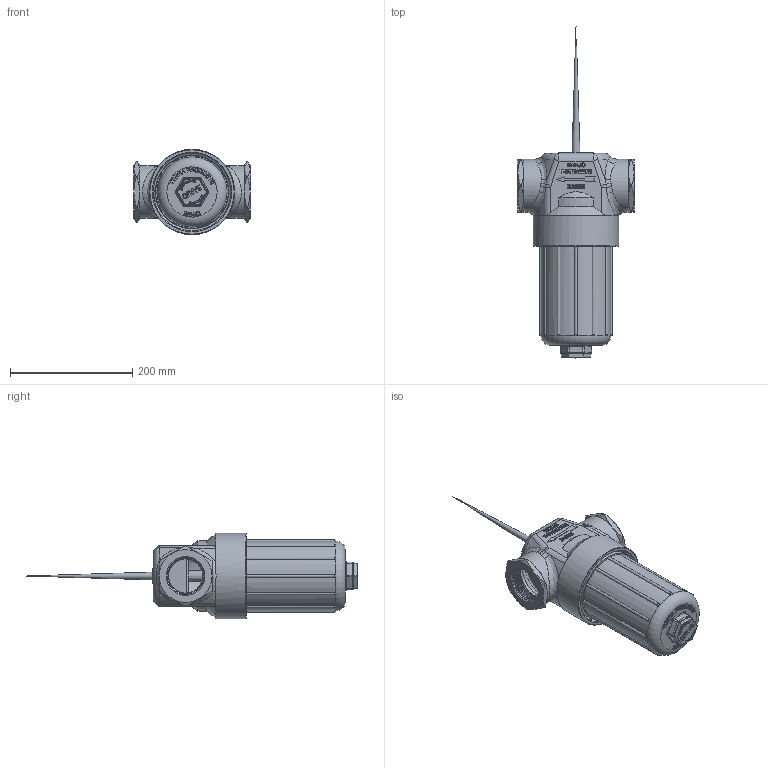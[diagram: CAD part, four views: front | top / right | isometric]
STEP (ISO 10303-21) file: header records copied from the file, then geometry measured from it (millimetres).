
FILE_DESCRIPTION(/* description */ ('2" T STRAINER 316SS HEAD POLY BOWL'),/* implementation_level */ '2;1');
FILE_NAME(/* name */ 'LST200-HBSS.stp',/* time_stamp */ '2020-08-05T11:36:54-04:00',/* author */ (''),/* organization */ (''),/* preprocessor_version */ 'ST-DEVELOPER v17.2',/* originating_system */ 'Autodesk Inventor 2019',/* authorisation */ '');
FILE_SCHEMA (('AUTOMOTIVE_DESIGN { 1 0 10303 214 3 1 1 }'));
Length unit declared in the file: inch
Products named in the file (7): LST200-HBSS; LST200-HSS; LST200-B; LST200-XB; LSQ200-PL; LSQ200-RV; LST200-GV
Assembly tree (6 placements, depth 3):
  LST200-HBSS
    LST200-HSS
    LST200-B
      LST200-XB
      LSQ200-PL
      LSQ200-RV
    LST200-GV
Bounding box: 190.5 x 543.99 x 139.7 mm (x, y, z)
Volume: 1660838.1 mm3; surface area: 492053 mm2
Topology: 5 solids, 5 shells, 1651 faces, 4408 edges, 2849 vertices
Faces by surface type: plane 711, bspline 569, cylinder 158, cone 90, torus 82, sphere 41
Full cylindrical faces by diameter (mm): 19.05 x1, 33.401 x1, 67.215 x2, 73.66 x1, 76.2 x1, 80.772 x1, 81.28 x1, 86.519 x2, 101.6 x2, 107.315 x1, 107.95 x1, 110.744 x1, 113.233 x1, 114.3 x1, 117.627 x1, 119.202 x4, 120.119 x5, 127 x9, 139.7 x1
Entity records: 67346 total; most frequent: CARTESIAN_POINT 30160, ORIENTED_EDGE 8750, DIRECTION 5783, EDGE_CURVE 4375, VERTEX_POINT 2845, LINE 2271, VECTOR 2271, EDGE_LOOP 1772
